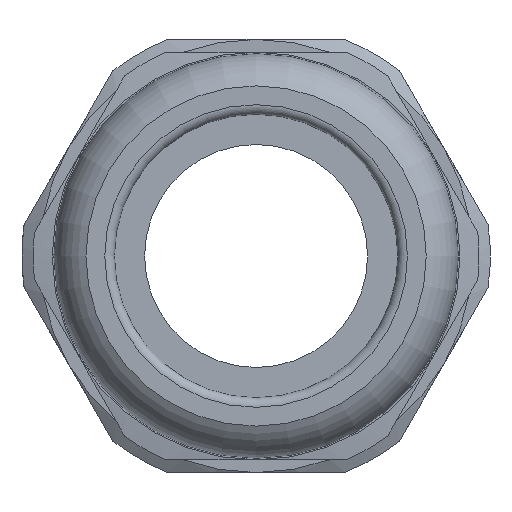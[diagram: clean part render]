
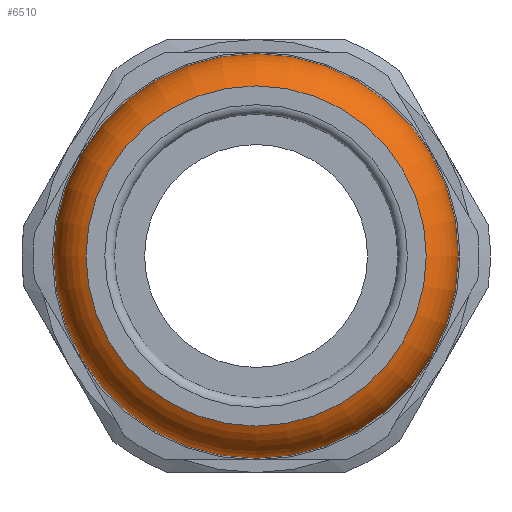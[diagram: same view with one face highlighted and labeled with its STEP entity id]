
A CAD part, left-side view. The second image highlights one B-rep face of the part: STEP entity #6510.
In plain terms, the highlighted toroidal (fillet/blend) face has major radius 23.26 mm and minor radius 8.5 mm.
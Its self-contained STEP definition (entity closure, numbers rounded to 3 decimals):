
#122=TOROIDAL_SURFACE('',#7187,23.26,8.5);
#419=FACE_BOUND('',#1143,.T.);
#745=FACE_OUTER_BOUND('',#1142,.T.);
#1142=EDGE_LOOP('',(#5711));
#1143=EDGE_LOOP('',(#5712));
#1548=CIRCLE('',#7142,26.706);
#1571=CIRCLE('',#7188,31.75);
#3187=VERTEX_POINT('',#11211);
#3224=VERTEX_POINT('',#11378);
#4049=EDGE_CURVE('',#3187,#3187,#1548,.T.);
#4108=EDGE_CURVE('',#3224,#3224,#1571,.T.);
#5711=ORIENTED_EDGE('',*,*,#4108,.F.);
#5712=ORIENTED_EDGE('',*,*,#4049,.T.);
#6510=ADVANCED_FACE('',(#745,#419),#122,.T.);
#7142=AXIS2_PLACEMENT_3D('',#11212,#8787,#8788);
#7187=AXIS2_PLACEMENT_3D('',#11377,#8889,#8890);
#7188=AXIS2_PLACEMENT_3D('',#11379,#8891,#8892);
#8787=DIRECTION('center_axis',(1.,0.,0.));
#8788=DIRECTION('ref_axis',(0.,0.,-1.));
#8889=DIRECTION('center_axis',(1.,0.,0.));
#8890=DIRECTION('ref_axis',(0.,0.,-1.));
#8891=DIRECTION('center_axis',(1.,0.,0.));
#8892=DIRECTION('ref_axis',(0.,0.,-1.));
#11211=CARTESIAN_POINT('',(0.,26.706,0.));
#11212=CARTESIAN_POINT('Origin',(0.,0.,0.));
#11377=CARTESIAN_POINT('Origin',(7.77,0.,0.));
#11378=CARTESIAN_POINT('',(8.182,31.75,0.));
#11379=CARTESIAN_POINT('Origin',(8.182,0.,0.));
